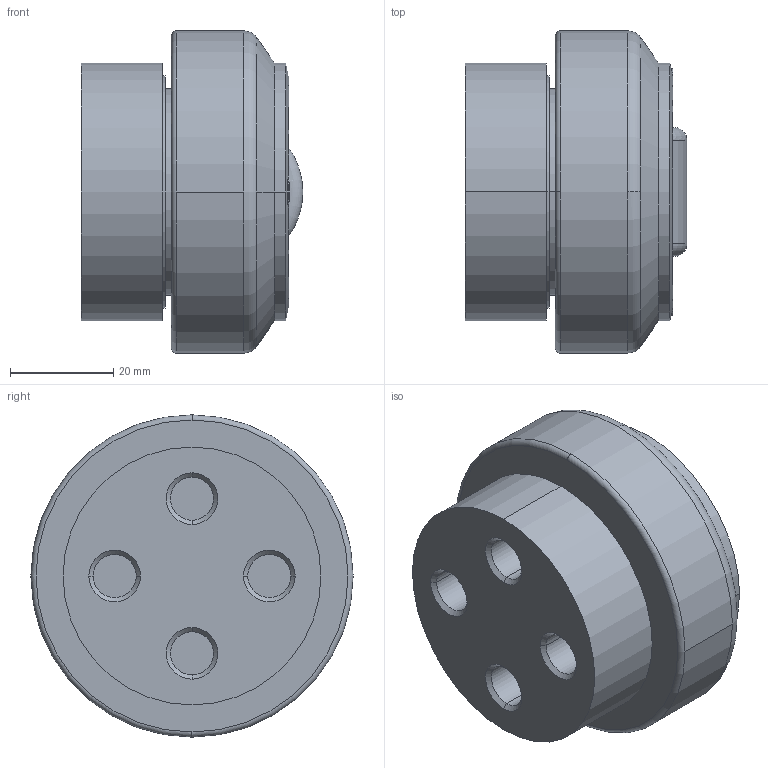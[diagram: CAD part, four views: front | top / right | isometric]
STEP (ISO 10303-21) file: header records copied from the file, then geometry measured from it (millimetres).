
FILE_DESCRIPTION(('STEP AP214'),'1');
FILE_NAME('kb_4_072.stp','2016-07-04T13:50:52',('TraceParts'),('TraceParts S.A.'),'Spatial InterOp 3D',' ',' ');
FILE_SCHEMA(('automotive_design'));
Length unit declared in the file: millimetre
Products named in the file (1): 1
Bounding box: 43 x 62.5 x 62.5 mm (x, y, z)
Volume: 94811.9 mm3; surface area: 15769.7 mm2
Topology: 1 solids, 1 shells, 89 faces, 212 edges, 137 vertices
Faces by surface type: plane 39, cylinder 28, cone 12, torus 10
Entity records: 2840 total; most frequent: CARTESIAN_POINT 683, DIRECTION 483, ORIENTED_EDGE 424, EDGE_CURVE 212, AXIS2_PLACEMENT_3D 193, VERTEX_POINT 137, CIRCLE 103, EDGE_LOOP 101
